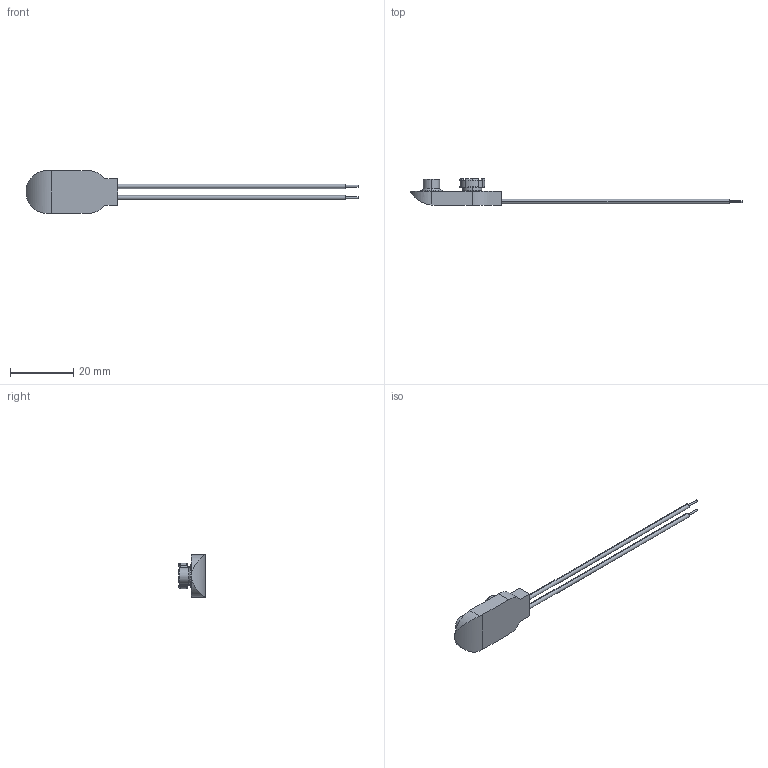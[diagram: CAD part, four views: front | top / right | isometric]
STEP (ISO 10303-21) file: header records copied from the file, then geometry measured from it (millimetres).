
FILE_DESCRIPTION (( 'STEP AP214' ), '1' );
FILE_NAME ('BS3I.STEP', '2020-02-01T04:37:12', ( '' ), ( '' ), 'SwSTEP 2.0', 'SolidWorks 2017', '' );
FILE_SCHEMA (( 'AUTOMOTIVE_DESIGN' ));
Length unit declared in the file: millimetre
Products named in the file (1): BS3I
Bounding box: 105 x 8.46 x 13.5 mm (x, y, z)
Volume: 1791.1 mm3; surface area: 2598.5 mm2
Topology: 7 solids, 7 shells, 120 faces, 288 edges, 185 vertices
Faces by surface type: plane 54, cylinder 52, torus 14
Entity records: 3740 total; most frequent: CARTESIAN_POINT 758, DIRECTION 644, ORIENTED_EDGE 576, EDGE_CURVE 288, AXIS2_PLACEMENT_3D 261, VERTEX_POINT 185, CIRCLE 140, EDGE_LOOP 139
